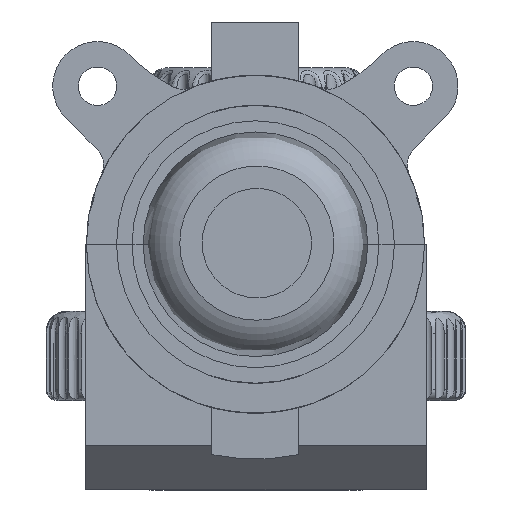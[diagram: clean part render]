
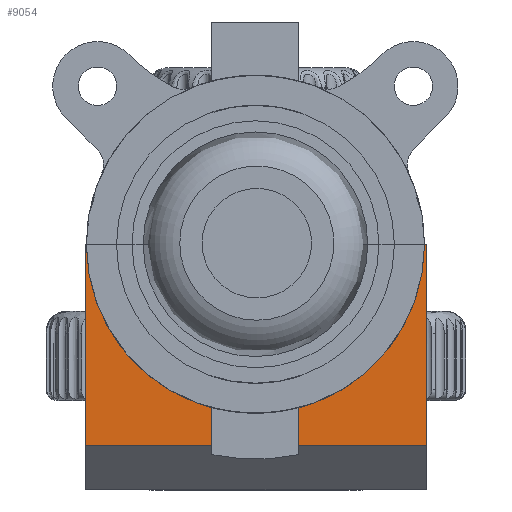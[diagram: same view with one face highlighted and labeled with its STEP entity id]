
A CAD part, front view. The second image highlights one B-rep face of the part: STEP entity #9054.
In plain terms, the highlighted planar face has unit normal (0, -1, 0).
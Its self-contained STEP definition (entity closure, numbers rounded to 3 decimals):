
#265=FACE_BOUND('',#1600,.T.);
#266=FACE_BOUND('',#1601,.T.);
#267=FACE_BOUND('',#1602,.T.);
#1017=FACE_OUTER_BOUND('',#1599,.T.);
#1599=EDGE_LOOP('',(#6421,#6422,#6423,#6424,#6425,#6426));
#1600=EDGE_LOOP('',(#6427));
#1601=EDGE_LOOP('',(#6428));
#1602=EDGE_LOOP('',(#6429));
#2164=CIRCLE('',#9805,11.595);
#2165=CIRCLE('',#9806,1.2);
#2166=CIRCLE('',#9807,1.2);
#2167=CIRCLE('',#9808,1.2);
#2780=LINE('',#14715,#3253);
#2788=LINE('',#14733,#3261);
#2791=LINE('',#14738,#3264);
#2792=LINE('',#14740,#3265);
#2793=LINE('',#14743,#3266);
#3253=VECTOR('',#11201,10.);
#3261=VECTOR('',#11215,10.);
#3264=VECTOR('',#11220,10.);
#3265=VECTOR('',#11221,10.);
#3266=VECTOR('',#11224,10.);
#3757=VERTEX_POINT('',#14712);
#3758=VERTEX_POINT('',#14714);
#3765=VERTEX_POINT('',#14732);
#3766=VERTEX_POINT('',#14737);
#3767=VERTEX_POINT('',#14739);
#3768=VERTEX_POINT('',#14741);
#3769=VERTEX_POINT('',#14744);
#3770=VERTEX_POINT('',#14746);
#3771=VERTEX_POINT('',#14748);
#4747=EDGE_CURVE('',#3757,#3758,#2780,.T.);
#4756=EDGE_CURVE('',#3765,#3758,#2788,.T.);
#4759=EDGE_CURVE('',#3757,#3766,#2791,.T.);
#4760=EDGE_CURVE('',#3766,#3767,#2792,.T.);
#4761=EDGE_CURVE('',#3767,#3768,#2164,.T.);
#4762=EDGE_CURVE('',#3768,#3765,#2793,.T.);
#4763=EDGE_CURVE('',#3769,#3769,#2165,.T.);
#4764=EDGE_CURVE('',#3770,#3770,#2166,.T.);
#4765=EDGE_CURVE('',#3771,#3771,#2167,.T.);
#6421=ORIENTED_EDGE('',*,*,#4747,.F.);
#6422=ORIENTED_EDGE('',*,*,#4759,.T.);
#6423=ORIENTED_EDGE('',*,*,#4760,.T.);
#6424=ORIENTED_EDGE('',*,*,#4761,.T.);
#6425=ORIENTED_EDGE('',*,*,#4762,.T.);
#6426=ORIENTED_EDGE('',*,*,#4756,.T.);
#6427=ORIENTED_EDGE('',*,*,#4763,.T.);
#6428=ORIENTED_EDGE('',*,*,#4764,.T.);
#6429=ORIENTED_EDGE('',*,*,#4765,.T.);
#8851=PLANE('',#9804);
#9054=ADVANCED_FACE('',(#1017,#265,#266,#267),#8851,.F.);
#9804=AXIS2_PLACEMENT_3D('',#14736,#11218,#11219);
#9805=AXIS2_PLACEMENT_3D('',#14742,#11222,#11223);
#9806=AXIS2_PLACEMENT_3D('',#14745,#11225,#11226);
#9807=AXIS2_PLACEMENT_3D('',#14747,#11227,#11228);
#9808=AXIS2_PLACEMENT_3D('',#14749,#11229,#11230);
#11201=DIRECTION('',(-1.,0.,0.));
#11215=DIRECTION('',(0.,0.,-1.));
#11218=DIRECTION('center_axis',(0.,1.,0.));
#11219=DIRECTION('ref_axis',(-1.,0.,0.));
#11220=DIRECTION('',(0.,0.,1.));
#11221=DIRECTION('',(-1.,0.,0.));
#11222=DIRECTION('center_axis',(0.,1.,0.));
#11223=DIRECTION('ref_axis',(1.,0.,0.));
#11224=DIRECTION('',(-1.,0.,0.));
#11225=DIRECTION('center_axis',(0.,1.,0.));
#11226=DIRECTION('ref_axis',(0.,0.,
1.));
#11227=DIRECTION('center_axis',(0.,1.,0.));
#11228=DIRECTION('ref_axis',(0.,0.,
1.));
#11229=DIRECTION('center_axis',(0.,1.,0.));
#11230=DIRECTION('ref_axis',(0.,0.,
1.));
#14712=CARTESIAN_POINT('',(18.346,-3.936,-22.496));
#14714=CARTESIAN_POINT('',(-19.754,-3.936,-22.496));
#14715=CARTESIAN_POINT('',(8.821,-3.936,-22.496));
#14732=CARTESIAN_POINT('',(-19.754,-3.936,0.004));
#14733=CARTESIAN_POINT('',(-19.754,-3.936,0.004));
#14736=CARTESIAN_POINT('Origin',(-0.704,-3.936,-13.746));
#14737=CARTESIAN_POINT('',(18.346,-3.936,0.004));
#14738=CARTESIAN_POINT('',(18.346,-3.936,-27.496));
#14739=CARTESIAN_POINT('',(10.891,-3.936,0.004));
#14740=CARTESIAN_POINT('',(18.346,-3.936,0.004));
#14741=CARTESIAN_POINT('',(-12.299,-3.936,0.004));
#14742=CARTESIAN_POINT('Origin',(-0.704,-3.936,0.004));
#14743=CARTESIAN_POINT('',(18.346,-3.936,0.004));
#14744=CARTESIAN_POINT('',(13.981,-3.936,-6.196));
#14745=CARTESIAN_POINT('Origin',(13.981,-3.936,-4.996));
#14746=CARTESIAN_POINT('',(-15.389,-3.936,-6.196));
#14747=CARTESIAN_POINT('Origin',(-15.389,-3.936,-4.996));
#14748=CARTESIAN_POINT('',(-0.704,-3.936,-16.519));
#14749=CARTESIAN_POINT('Origin',(-0.704,-3.936,-15.319));
